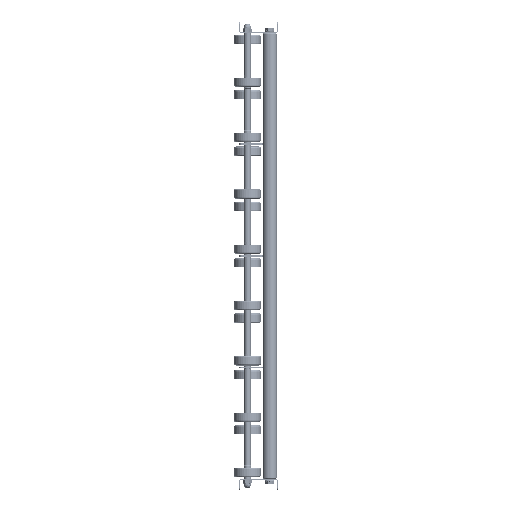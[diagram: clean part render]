
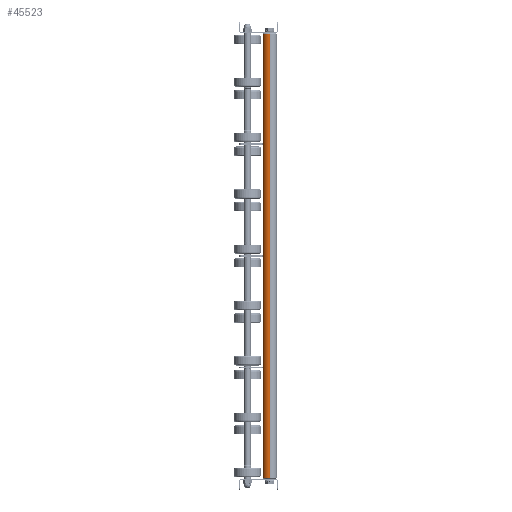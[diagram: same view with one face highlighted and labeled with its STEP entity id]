
A CAD part, left-side view. The second image highlights one B-rep face of the part: STEP entity #45523.
In plain terms, the highlighted cylindrical face has radius 12.5 mm (diameter 25 mm), a partial arc.
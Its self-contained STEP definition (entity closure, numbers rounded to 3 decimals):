
#1143 = DIRECTION ( 'NONE',  ( -1., 0., 0. ) ) ;
#1962 = DIRECTION ( 'NONE',  ( 1., 0., 0. ) ) ;
#3731 = CIRCLE ( 'NONE', #10601, 12.5 ) ;
#5223 = VERTEX_POINT ( 'NONE', #14191 ) ;
#9753 = ORIENTED_EDGE ( 'NONE', *, *, #28407, .T. ) ;
#10601 = AXIS2_PLACEMENT_3D ( 'NONE', #47592, #1962, #34749 ) ;
#10941 = ORIENTED_EDGE ( 'NONE', *, *, #37492, .T. ) ;
#11205 = FACE_OUTER_BOUND ( 'NONE', #11503, .T. ) ;
#11503 = EDGE_LOOP ( 'NONE', ( #9753, #16777, #10941, #12464 ) ) ;
#12464 = ORIENTED_EDGE ( 'NONE', *, *, #31973, .F. ) ;
#12817 = CARTESIAN_POINT ( 'NONE',  ( 800., 0., 12.5 ) ) ;
#13262 = LINE ( 'NONE', #29661, #48091 ) ;
#14191 = CARTESIAN_POINT ( 'NONE',  ( 799., 0., 12.5 ) ) ;
#15248 = CIRCLE ( 'NONE', #52112, 12.5 ) ;
#16777 = ORIENTED_EDGE ( 'NONE', *, *, #52672, .T. ) ;
#20908 = DIRECTION ( 'NONE',  ( -1., 0., 0. ) ) ;
#21768 = VERTEX_POINT ( 'NONE', #36502 ) ;
#23741 = CARTESIAN_POINT ( 'NONE',  ( 1., 0., 12.5 ) ) ;
#25386 = CARTESIAN_POINT ( 'NONE',  ( 799., 0., -12.5 ) ) ;
#25830 = DIRECTION ( 'NONE',  ( -1., 0., 0. ) ) ;
#26821 = VERTEX_POINT ( 'NONE', #25386 ) ;
#28407 = EDGE_CURVE ( 'NONE', #5223, #26821, #15248, .T. ) ;
#29319 = CARTESIAN_POINT ( 'NONE',  ( 799., 0., 0. ) ) ;
#29661 = CARTESIAN_POINT ( 'NONE',  ( 800., 0., -12.5 ) ) ;
#31620 = CYLINDRICAL_SURFACE ( 'NONE', #50216, 12.5 ) ;
#31973 = EDGE_CURVE ( 'NONE', #5223, #41919, #41784, .T. ) ;
#33865 = CARTESIAN_POINT ( 'NONE',  ( 800., 0., 0. ) ) ;
#33980 = VECTOR ( 'NONE', #20908, 1000. ) ;
#34749 = DIRECTION ( 'NONE',  ( 0., 0., -1. ) ) ;
#36502 = CARTESIAN_POINT ( 'NONE',  ( 1., 0., -12.5 ) ) ;
#37083 = DIRECTION ( 'NONE',  ( 0., 0., -1. ) ) ;
#37492 = EDGE_CURVE ( 'NONE', #21768, #41919, #3731, .T. ) ;
#41784 = LINE ( 'NONE', #12817, #33980 ) ;
#41919 = VERTEX_POINT ( 'NONE', #23741 ) ;
#45523 = ADVANCED_FACE ( 'NONE', ( #11205 ), #31620, .T. ) ;
#47592 = CARTESIAN_POINT ( 'NONE',  ( 1., 0., 0. ) ) ;
#48091 = VECTOR ( 'NONE', #1143, 1000. ) ;
#49133 = DIRECTION ( 'NONE',  ( -1., 0., 0. ) ) ;
#50216 = AXIS2_PLACEMENT_3D ( 'NONE', #33865, #25830, #50461 ) ;
#50461 = DIRECTION ( 'NONE',  ( 0., 0., 1. ) ) ;
#52112 = AXIS2_PLACEMENT_3D ( 'NONE', #29319, #49133, #37083 ) ;
#52672 = EDGE_CURVE ( 'NONE', #26821, #21768, #13262, .T. ) ;
